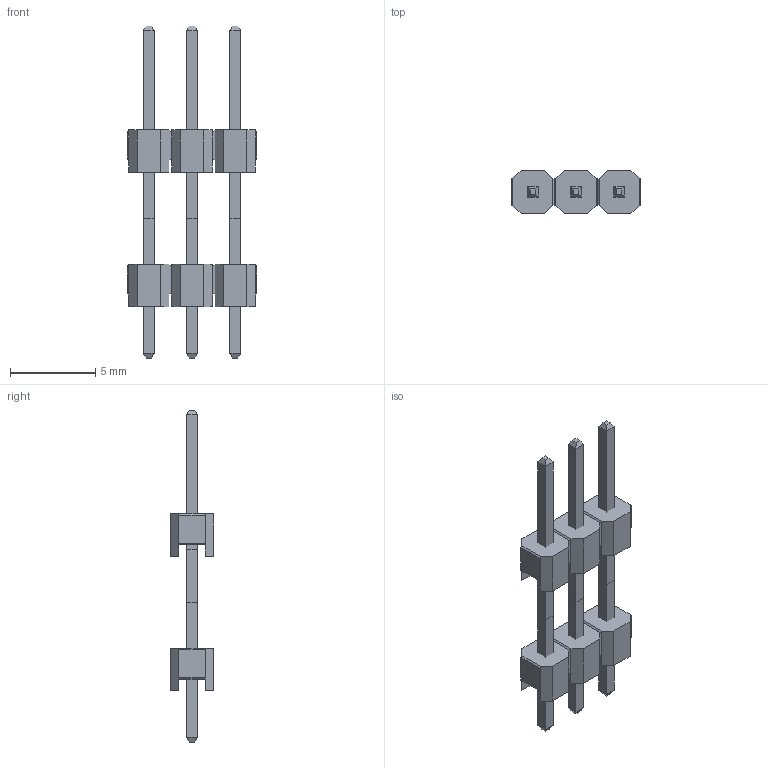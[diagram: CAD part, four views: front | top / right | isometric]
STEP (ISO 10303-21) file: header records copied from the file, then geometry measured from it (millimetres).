
FILE_DESCRIPTION(('STEP AP242'), '1');
FILE_NAME('PLH-3_2', '', ('UNSPECIFIED'), ('UNSPECIFIED'), 'C3D Converter', 'C3D Toolkit', '');
FILE_SCHEMA(('AP242_MANAGED_MODEL_BASED_3D_ENGINEERING_MIM_LF { 1 0 10303 442 1 1 4 }'));
Length unit declared in the file: millimetre
Assembly tree (6 placements, depth 3):
  (unnamed)
    (unnamed)  x2
      (unnamed)
      (unnamed)
Bounding box: 7.62 x 2.54 x 19.5 mm (x, y, z)
Volume: 98.1 mm3; surface area: 365.9 mm2
Topology: 8 solids, 8 shells, 200 faces, 432 edges, 248 vertices
Faces by surface type: plane 200
Entity records: 2736 total; most frequent: CARTESIAN_POINT 331, ORIENTED_EDGE 320, DIRECTION 318, EDGE_CURVE 160, LINE 160, VECTOR 160, VERTEX_POINT 92, AXIS2_PLACEMENT_3D 79
